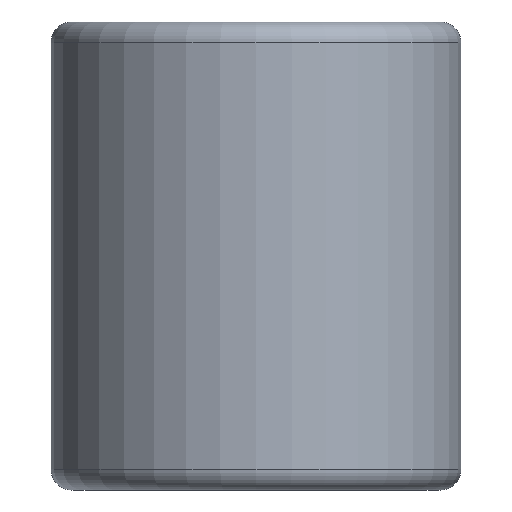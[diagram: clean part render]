
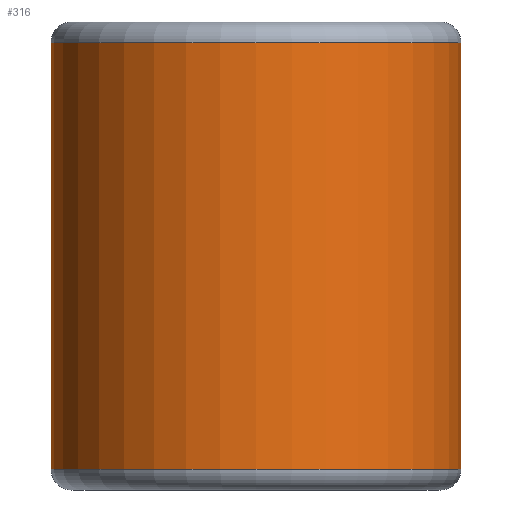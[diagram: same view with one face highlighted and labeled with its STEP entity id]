
A CAD part, front view. The second image highlights one B-rep face of the part: STEP entity #316.
In plain terms, the highlighted cylindrical face has radius 17.518 mm (diameter 35.037 mm), a partial arc.
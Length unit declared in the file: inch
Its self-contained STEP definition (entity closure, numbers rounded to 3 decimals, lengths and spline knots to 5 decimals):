
#27 = CYLINDRICAL_SURFACE ( 'NONE', #94, 0.6897 ) ;
#42 = CARTESIAN_POINT ( 'NONE',  ( -0.6897, 0., -1.5048 ) ) ;
#56 = CARTESIAN_POINT ( 'NONE',  ( 0.6897, 0., -1.5748 ) ) ;
#61 = FACE_OUTER_BOUND ( 'NONE', #136, .T. ) ;
#64 = VECTOR ( 'NONE', #242, 39.37008 ) ;
#67 = AXIS2_PLACEMENT_3D ( 'NONE', #154, #153, #244 ) ;
#69 = LINE ( 'NONE', #290, #64 ) ;
#74 = DIRECTION ( 'NONE',  ( 0., 0., 1. ) ) ;
#76 = AXIS2_PLACEMENT_3D ( 'NONE', #173, #166, #162 ) ;
#79 = VECTOR ( 'NONE', #74, 39.37008 ) ;
#91 = LINE ( 'NONE', #56, #79 ) ;
#94 = AXIS2_PLACEMENT_3D ( 'NONE', #289, #300, #288 ) ;
#101 = CIRCLE ( 'NONE', #76, 0.6897 ) ;
#110 = CIRCLE ( 'NONE', #67, 0.6897 ) ;
#136 = EDGE_LOOP ( 'NONE', ( #197, #146, #270, #248 ) ) ;
#146 = ORIENTED_EDGE ( 'NONE', *, *, #209, .T. ) ;
#153 = DIRECTION ( 'NONE',  ( 0., 0., -1. ) ) ;
#154 = CARTESIAN_POINT ( 'NONE',  ( 0., 0., -0.07 ) ) ;
#162 = DIRECTION ( 'NONE',  ( 1., 0., 0. ) ) ;
#166 = DIRECTION ( 'NONE',  ( 0., 0., 1. ) ) ;
#173 = CARTESIAN_POINT ( 'NONE',  ( 0., 0., -1.5048 ) ) ;
#197 = ORIENTED_EDGE ( 'NONE', *, *, #282, .F. ) ;
#199 = VERTEX_POINT ( 'NONE', #267 ) ;
#209 = EDGE_CURVE ( 'NONE', #273, #294, #101, .T. ) ;
#213 = EDGE_CURVE ( 'NONE', #285, #199, #110, .T. ) ;
#242 = DIRECTION ( 'NONE',  ( 0., 0., 1. ) ) ;
#244 = DIRECTION ( 'NONE',  ( 1., 0., 0. ) ) ;
#248 = ORIENTED_EDGE ( 'NONE', *, *, #213, .T. ) ;
#250 = CARTESIAN_POINT ( 'NONE',  ( 0.6897, 0., -1.5048 ) ) ;
#255 = EDGE_CURVE ( 'NONE', #294, #285, #91, .T. ) ;
#267 = CARTESIAN_POINT ( 'NONE',  ( -0.6897, 0., -0.07 ) ) ;
#270 = ORIENTED_EDGE ( 'NONE', *, *, #255, .T. ) ;
#273 = VERTEX_POINT ( 'NONE', #42 ) ;
#282 = EDGE_CURVE ( 'NONE', #273, #199, #69, .T. ) ;
#285 = VERTEX_POINT ( 'NONE', #306 ) ;
#288 = DIRECTION ( 'NONE',  ( 1., 0., 0. ) ) ;
#289 = CARTESIAN_POINT ( 'NONE',  ( 0., 0., -1.5748 ) ) ;
#290 = CARTESIAN_POINT ( 'NONE',  ( -0.6897, 0., -1.5748 ) ) ;
#294 = VERTEX_POINT ( 'NONE', #250 ) ;
#300 = DIRECTION ( 'NONE',  ( 0., 0., 1. ) ) ;
#306 = CARTESIAN_POINT ( 'NONE',  ( 0.6897, 0., -0.07 ) ) ;
#316 = ADVANCED_FACE ( 'NONE', ( #61 ), #27, .T. ) ;
